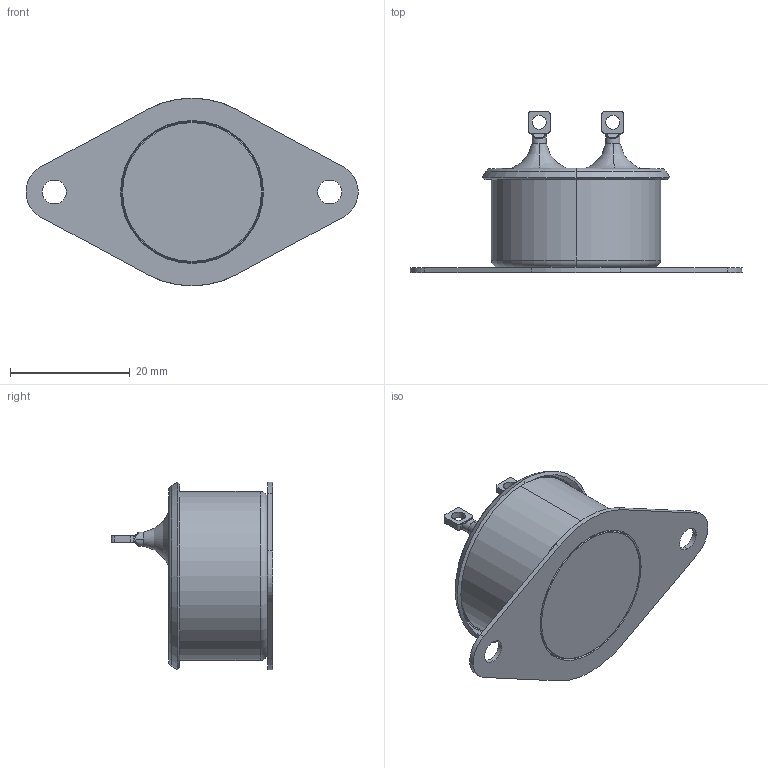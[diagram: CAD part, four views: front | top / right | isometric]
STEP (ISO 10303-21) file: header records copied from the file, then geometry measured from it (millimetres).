
FILE_DESCRIPTION (( 'STEP AP214' ), '1' );
FILE_NAME ('4391-8.STEP', '2021-07-21T03:28:49', ( '' ), ( '' ), 'SwSTEP 2.0', 'SolidWorks 2020', '' );
FILE_SCHEMA (( 'AUTOMOTIVE_DESIGN' ));
Length unit declared in the file: inch
Products named in the file (1): 4391-8
Bounding box: 55.49 x 26.92 x 31.39 mm (x, y, z)
Volume: 11554.7 mm3; surface area: 4735.8 mm2
Topology: 1 solids, 1 shells, 350 faces, 900 edges, 578 vertices
Faces by surface type: plane 186, bspline 93, cylinder 35, torus 30, cone 6
Entity records: 19322 total; most frequent: CARTESIAN_POINT 6754, ORIENTED_EDGE 1784, DIRECTION 1392, EDGE_CURVE 892, VERTEX_POINT 578, LINE 560, VECTOR 560, AXIS2_PLACEMENT_3D 416
